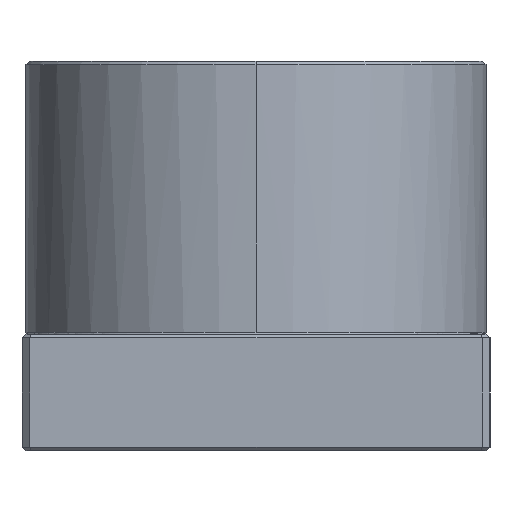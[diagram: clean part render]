
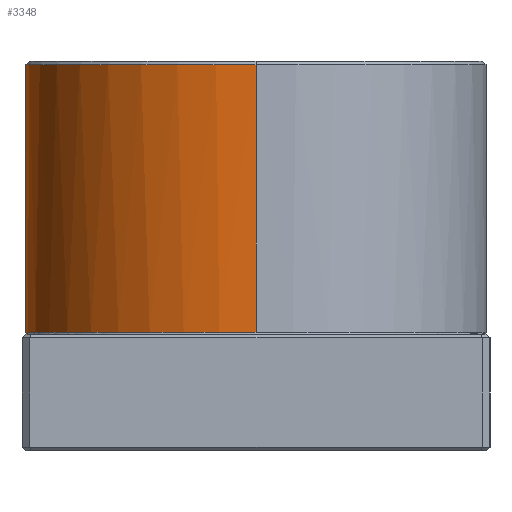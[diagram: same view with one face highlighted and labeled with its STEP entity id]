
A CAD part, left-side view. The second image highlights one B-rep face of the part: STEP entity #3348.
In plain terms, the highlighted cylindrical face has radius 59 mm (diameter 118 mm), a partial arc.
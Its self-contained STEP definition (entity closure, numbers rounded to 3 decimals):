
#84 = CARTESIAN_POINT ( 'NONE',  ( 7.633, 58.504, 30.5 ) ) ;
#100 = EDGE_CURVE ( 'NONE', #3290, #590, #2117, .T. ) ;
#124 = CARTESIAN_POINT ( 'NONE',  ( -6.998, 58.587, 30.5 ) ) ;
#189 = CARTESIAN_POINT ( 'NONE',  ( 59., 0., 99. ) ) ;
#197 = LINE ( 'NONE', #1937, #808 ) ;
#205 = ORIENTED_EDGE ( 'NONE', *, *, #2721, .T. ) ;
#253 = DIRECTION ( 'NONE',  ( 1., 0., 0. ) ) ;
#255 = EDGE_CURVE ( 'NONE', #1410, #1108, #2951, .T. ) ;
#344 = CARTESIAN_POINT ( 'NONE',  ( 6.363, 58.659, 30.48 ) ) ;
#392 = DIRECTION ( 'NONE',  ( 0., 0., -1. ) ) ;
#493 = EDGE_LOOP ( 'NONE', ( #205, #1609, #583, #3289, #1201, #1153, #1367 ) ) ;
#517 = VERTEX_POINT ( 'NONE', #3136 ) ;
#528 = CARTESIAN_POINT ( 'NONE',  ( 0., 59., 30. ) ) ;
#583 = ORIENTED_EDGE ( 'NONE', *, *, #3155, .T. ) ;
#590 = VERTEX_POINT ( 'NONE', #528 ) ;
#604 = CARTESIAN_POINT ( 'NONE',  ( 4.455, 58.835, 30.378 ) ) ;
#613 = DIRECTION ( 'NONE',  ( 0., 0., -1. ) ) ;
#639 = CARTESIAN_POINT ( 'NONE',  ( -1.274, 59., 30.118 ) ) ;
#663 = DIRECTION ( 'NONE',  ( -1., 0., 0. ) ) ;
#808 = VECTOR ( 'NONE', #392, 1000. ) ;
#869 = CARTESIAN_POINT ( 'NONE',  ( 1.273, 59., 30.118 ) ) ;
#935 = CIRCLE ( 'NONE', #3255, 59. ) ;
#1032 = DIRECTION ( 'NONE',  ( 0., 0., 1. ) ) ;
#1108 = VERTEX_POINT ( 'NONE', #2017 ) ;
#1153 = ORIENTED_EDGE ( 'NONE', *, *, #3135, .T. ) ;
#1201 = ORIENTED_EDGE ( 'NONE', *, *, #3321, .T. ) ;
#1308 = CARTESIAN_POINT ( 'NONE',  ( -7.633, 58.504, 30.5 ) ) ;
#1367 = ORIENTED_EDGE ( 'NONE', *, *, #2968, .F. ) ;
#1382 = B_SPLINE_CURVE_WITH_KNOTS ( 'NONE', 3,
 ( #2461, #639, #2993, #1421, #3267, #1688, #124, #1939 ),
 .UNSPECIFIED., .F., .F.,
 ( 4, 2, 2, 4 ),
 ( 0., 0.004, 0.006, 0.008 ),
 .UNSPECIFIED. ) ;
#1410 = VERTEX_POINT ( 'NONE', #189 ) ;
#1421 = CARTESIAN_POINT ( 'NONE',  ( -4.455, 58.835, 30.378 ) ) ;
#1554 = CARTESIAN_POINT ( 'NONE',  ( -59., 0., 99. ) ) ;
#1602 = CARTESIAN_POINT ( 'NONE',  ( 59., 0., 100. ) ) ;
#1609 = ORIENTED_EDGE ( 'NONE', *, *, #255, .T. ) ;
#1628 = CIRCLE ( 'NONE', #2569, 59. ) ;
#1688 = CARTESIAN_POINT ( 'NONE',  ( -6.363, 58.659, 30.48 ) ) ;
#1810 = DIRECTION ( 'NONE',  ( 0., 0., 1. ) ) ;
#1811 = FACE_OUTER_BOUND ( 'NONE', #493, .T. ) ;
#1900 = CARTESIAN_POINT ( 'NONE',  ( 6.998, 58.587, 30.5 ) ) ;
#1937 = CARTESIAN_POINT ( 'NONE',  ( -59., 0., 100. ) ) ;
#1939 = CARTESIAN_POINT ( 'NONE',  ( -7.633, 58.504, 30.5 ) ) ;
#1950 = DIRECTION ( 'NONE',  ( 0., 0., -1. ) ) ;
#2017 = CARTESIAN_POINT ( 'NONE',  ( 59., 0., 30.5 ) ) ;
#2117 = B_SPLINE_CURVE_WITH_KNOTS ( 'NONE', 3,
 ( #84, #1900, #344, #2173, #604, #2428, #869, #2694 ),
 .UNSPECIFIED., .F., .F.,
 ( 4, 2, 2, 4 ),
 ( 0., 0.002, 0.004, 0.008 ),
 .UNSPECIFIED. ) ;
#2167 = VECTOR ( 'NONE', #2386, 1000. ) ;
#2173 = CARTESIAN_POINT ( 'NONE',  ( 5.092, 58.783, 30.419 ) ) ;
#2180 = CARTESIAN_POINT ( 'NONE',  ( 0., 0., 99. ) ) ;
#2216 = VERTEX_POINT ( 'NONE', #1308 ) ;
#2386 = DIRECTION ( 'NONE',  ( 0., 0., -1. ) ) ;
#2428 = CARTESIAN_POINT ( 'NONE',  ( 2.547, 58.959, 30.236 ) ) ;
#2433 = DIRECTION ( 'NONE',  ( 1., 0., 0. ) ) ;
#2461 = CARTESIAN_POINT ( 'NONE',  ( 0., 59., 30. ) ) ;
#2569 = AXIS2_PLACEMENT_3D ( 'NONE', #3400, #1810, #253 ) ;
#2595 = CARTESIAN_POINT ( 'NONE',  ( 0., 0., 30.5 ) ) ;
#2694 = CARTESIAN_POINT ( 'NONE',  ( 0., 59., 30. ) ) ;
#2721 = EDGE_CURVE ( 'NONE', #3173, #1410, #935, .T. ) ;
#2747 = CARTESIAN_POINT ( 'NONE',  ( 0., 0., 100. ) ) ;
#2867 = DIRECTION ( 'NONE',  ( 1., 0., 0. ) ) ;
#2909 = CARTESIAN_POINT ( 'NONE',  ( 7.633, 58.504, 30.5 ) ) ;
#2939 = AXIS2_PLACEMENT_3D ( 'NONE', #2595, #1032, #2867 ) ;
#2944 = CIRCLE ( 'NONE', #2939, 59. ) ;
#2951 = LINE ( 'NONE', #1602, #2167 ) ;
#2968 = EDGE_CURVE ( 'NONE', #3173, #517, #197, .T. ) ;
#2993 = CARTESIAN_POINT ( 'NONE',  ( -2.547, 58.959, 30.236 ) ) ;
#3135 = EDGE_CURVE ( 'NONE', #2216, #517, #2944, .T. ) ;
#3136 = CARTESIAN_POINT ( 'NONE',  ( -59., 0., 30.5 ) ) ;
#3139 = CYLINDRICAL_SURFACE ( 'NONE', #3235, 59. ) ;
#3155 = EDGE_CURVE ( 'NONE', #1108, #3290, #1628, .T. ) ;
#3173 = VERTEX_POINT ( 'NONE', #1554 ) ;
#3235 = AXIS2_PLACEMENT_3D ( 'NONE', #2747, #1950, #663 ) ;
#3255 = AXIS2_PLACEMENT_3D ( 'NONE', #2180, #613, #2433 ) ;
#3267 = CARTESIAN_POINT ( 'NONE',  ( -5.092, 58.783, 30.419 ) ) ;
#3289 = ORIENTED_EDGE ( 'NONE', *, *, #100, .T. ) ;
#3290 = VERTEX_POINT ( 'NONE', #2909 ) ;
#3321 = EDGE_CURVE ( 'NONE', #590, #2216, #1382, .T. ) ;
#3348 = ADVANCED_FACE ( 'NONE', ( #1811 ), #3139, .T. ) ;
#3400 = CARTESIAN_POINT ( 'NONE',  ( 0., 0., 30.5 ) ) ;
